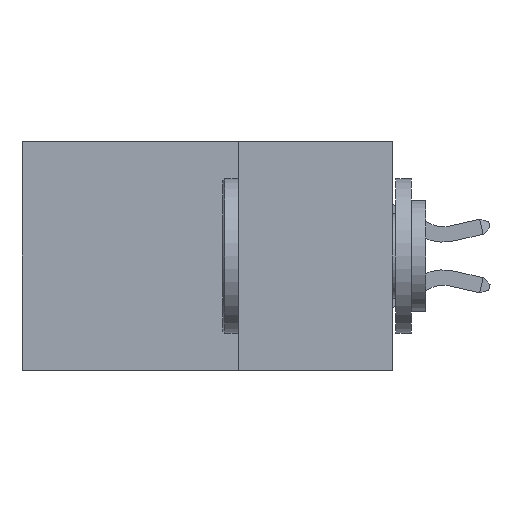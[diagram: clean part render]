
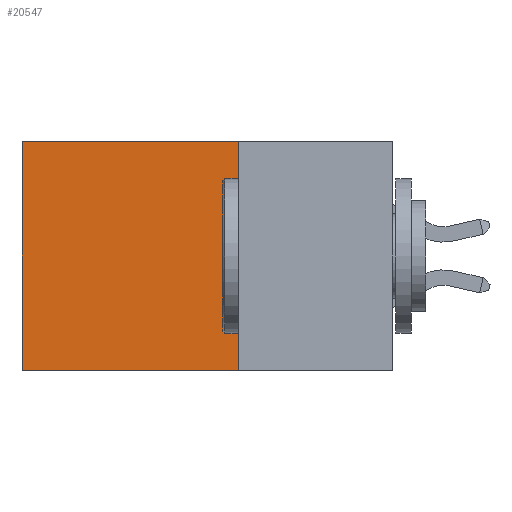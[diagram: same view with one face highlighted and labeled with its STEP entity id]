
A CAD part, left-side view. The second image highlights one B-rep face of the part: STEP entity #20547.
In plain terms, the highlighted planar face has unit normal (-1, 0, 0).
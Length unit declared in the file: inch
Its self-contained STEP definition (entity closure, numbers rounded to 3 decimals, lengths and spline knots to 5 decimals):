
#490 = ORIENTED_EDGE ( 'NONE', *, *, #21829, .T. ) ;
#560 = DIRECTION ( 'NONE',  ( 0., 1., 0. ) ) ;
#1791 = FACE_OUTER_BOUND ( 'NONE', #16403, .T. ) ;
#1975 = CARTESIAN_POINT ( 'NONE',  ( 0.2875, 0.6, 0. ) ) ;
#2416 = VECTOR ( 'NONE', #560, 39.37008 ) ;
#4371 = VERTEX_POINT ( 'NONE', #20704 ) ;
#5123 = VERTEX_POINT ( 'NONE', #24460 ) ;
#5889 = LINE ( 'NONE', #15576, #15236 ) ;
#8697 = ORIENTED_EDGE ( 'NONE', *, *, #24709, .F. ) ;
#10937 = VERTEX_POINT ( 'NONE', #18807 ) ;
#11732 = VECTOR ( 'NONE', #21338, 39.37008 ) ;
#13374 = DIRECTION ( 'NONE',  ( 0., 1., 0. ) ) ;
#13811 = VECTOR ( 'NONE', #24818, 39.37008 ) ;
#14479 = CARTESIAN_POINT ( 'NONE',  ( 0.2875, 0.25, 0. ) ) ;
#15236 = VECTOR ( 'NONE', #13374, 39.37008 ) ;
#15576 = CARTESIAN_POINT ( 'NONE',  ( 0.2875, 0.25, 0. ) ) ;
#16403 = EDGE_LOOP ( 'NONE', ( #490, #8697, #18134, #26735 ) ) ;
#18134 = ORIENTED_EDGE ( 'NONE', *, *, #26734, .F. ) ;
#18571 = LINE ( 'NONE', #14479, #11732 ) ;
#18807 = CARTESIAN_POINT ( 'NONE',  ( 0.2875, 0.25, 0. ) ) ;
#19665 = EDGE_CURVE ( 'NONE', #10937, #29362, #5889, .T. ) ;
#20547 = ADVANCED_FACE ( 'NONE', ( #1791 ), #27557, .F. ) ;
#20704 = CARTESIAN_POINT ( 'NONE',  ( 0.2875, 0.6, -0.37 ) ) ;
#21338 = DIRECTION ( 'NONE',  ( 0., 0., -1. ) ) ;
#21829 = EDGE_CURVE ( 'NONE', #29362, #4371, #29694, .T. ) ;
#22670 = LINE ( 'NONE', #23395, #2416 ) ;
#22768 = CARTESIAN_POINT ( 'NONE',  ( 0.2875, 0.25, 0. ) ) ;
#23395 = CARTESIAN_POINT ( 'NONE',  ( 0.2875, 0.25, -0.37 ) ) ;
#24460 = CARTESIAN_POINT ( 'NONE',  ( 0.2875, 0.25, -0.37 ) ) ;
#24709 = EDGE_CURVE ( 'NONE', #5123, #4371, #22670, .T. ) ;
#24818 = DIRECTION ( 'NONE',  ( 0., 0., -1. ) ) ;
#25886 = AXIS2_PLACEMENT_3D ( 'NONE', #22768, #27454, #29793 ) ;
#26734 = EDGE_CURVE ( 'NONE', #10937, #5123, #18571, .T. ) ;
#26735 = ORIENTED_EDGE ( 'NONE', *, *, #19665, .T. ) ;
#27264 = CARTESIAN_POINT ( 'NONE',  ( 0.2875, 0.6, 0. ) ) ;
#27454 = DIRECTION ( 'NONE',  ( 1., 0., 0. ) ) ;
#27557 = PLANE ( 'NONE',  #25886 ) ;
#29362 = VERTEX_POINT ( 'NONE', #1975 ) ;
#29694 = LINE ( 'NONE', #27264, #13811 ) ;
#29793 = DIRECTION ( 'NONE',  ( 0., 0., -1. ) ) ;
